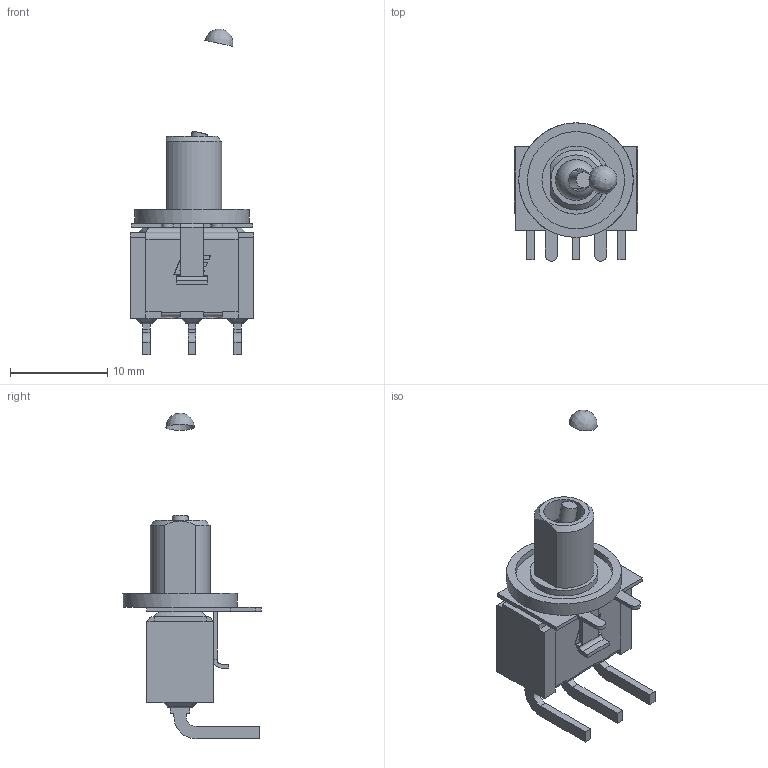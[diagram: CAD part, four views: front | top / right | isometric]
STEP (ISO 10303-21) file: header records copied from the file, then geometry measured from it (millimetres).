
FILE_DESCRIPTION(/* description */ (''),/* implementation_level */ '2;1');
FILE_NAME(/* name */ '100SPxT1B9M6xE.stp',/* time_stamp */ '2026-01-22T13:11:57-06:00',/* author */ ('jmeyers'),/* organization */ (''),/* preprocessor_version */ 'ST-DEVELOPER v18.1',/* originating_system */ 'Autodesk Inventor 2022',/* authorisation */ '');
FILE_SCHEMA (('AUTOMOTIVE_DESIGN { 1 0 10303 214 3 1 1 }'));
Length unit declared in the file: inch
Products named in the file (1): Part9
Bounding box: 12.7 x 14.26 x 33.55 mm (x, y, z)
Volume: 1230.5 mm3; surface area: 1445.3 mm2
Topology: 1 solids, 2 shells, 258 faces, 673 edges, 405 vertices
Faces by surface type: plane 184, cylinder 54, sphere 14, cone 3, torus 2, bspline 1
Full cylindrical faces by diameter (mm): 1.65 x1, 4.2 x2, 7.01 x1, 10.01 x1, 11.81 x1
Entity records: 7805 total; most frequent: CARTESIAN_POINT 1437, ORIENTED_EDGE 1322, DIRECTION 1303, EDGE_CURVE 661, LINE 523, VECTOR 523, VERTEX_POINT 405, AXIS2_PLACEMENT_3D 390
